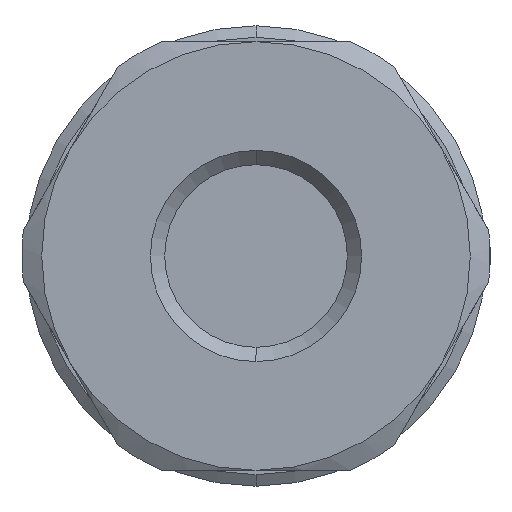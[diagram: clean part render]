
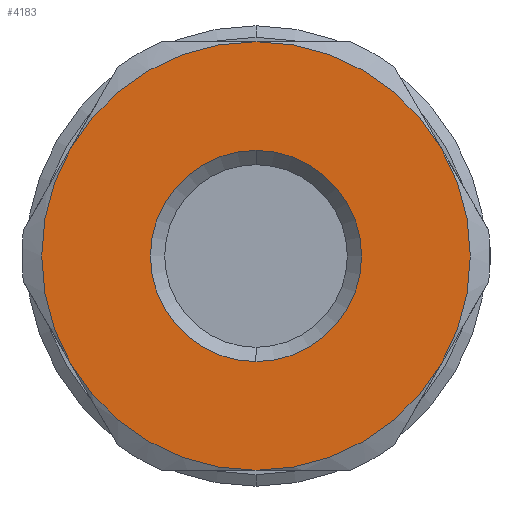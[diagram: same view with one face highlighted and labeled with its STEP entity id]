
A CAD part, left-side view. The second image highlights one B-rep face of the part: STEP entity #4183.
In plain terms, the highlighted planar face has unit normal (-1, 0, 0).
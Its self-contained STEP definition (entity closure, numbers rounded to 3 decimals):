
#213 = FACE_OUTER_BOUND ( 'NONE', #1964, .T. ) ;
#214 = FACE_BOUND ( 'NONE', #1965, .T. ) ;
#253 = VERTEX_POINT ( 'NONE', #274 ) ;
#254 = VERTEX_POINT ( 'NONE', #275 ) ;
#255 = VERTEX_POINT ( 'NONE', #276 ) ;
#256 = VERTEX_POINT ( 'NONE', #277 ) ;
#274 = CARTESIAN_POINT ( 'NONE',  ( 0., 0., 13.5 ) ) ;
#275 = CARTESIAN_POINT ( 'NONE',  ( 0., -11.691, 6.75 ) ) ;
#276 = CARTESIAN_POINT ( 'NONE',  ( 0., -11.691, -6.75 ) ) ;
#277 = CARTESIAN_POINT ( 'NONE',  ( 0., 0., -13.5 ) ) ;
#488 = CIRCLE ( 'NONE', #2006, 13.5 ) ;
#489 = CIRCLE ( 'NONE', #2007, 13.5 ) ;
#702 = CARTESIAN_POINT ( 'NONE',  ( 0., 0., 0. ) ) ;
#703 = DIRECTION ( 'NONE',  ( 1., 0., 0. ) ) ;
#704 = DIRECTION ( 'NONE',  ( 0., 0., -1. ) ) ;
#791 = CARTESIAN_POINT ( 'NONE',  ( 0., 0., 0. ) ) ;
#792 = DIRECTION ( 'NONE',  ( 1., 0., 0. ) ) ;
#793 = DIRECTION ( 'NONE',  ( 0., 0., -1. ) ) ;
#854 = CARTESIAN_POINT ( 'NONE',  ( 0., 0., 0. ) ) ;
#855 = DIRECTION ( 'NONE',  ( 1., 0., 0. ) ) ;
#856 = DIRECTION ( 'NONE',  ( 0., 0., -1. ) ) ;
#973 = CARTESIAN_POINT ( 'NONE',  ( 0., 11.691, 6.75 ) ) ;
#974 = CARTESIAN_POINT ( 'NONE',  ( 0., 11.691, -6.75 ) ) ;
#1010 = VERTEX_POINT ( 'NONE', #973 ) ;
#1011 = VERTEX_POINT ( 'NONE', #974 ) ;
#1042 = CARTESIAN_POINT ( 'NONE',  ( 0., 0., 0. ) ) ;
#1043 = DIRECTION ( 'NONE',  ( 1., 0., 0. ) ) ;
#1044 = DIRECTION ( 'NONE',  ( 0., 0., -1. ) ) ;
#1168 = ORIENTED_EDGE ( 'NONE', *, *, #2998, .T. ) ;
#1169 = ORIENTED_EDGE ( 'NONE', *, *, #1186, .F. ) ;
#1171 = ORIENTED_EDGE ( 'NONE', *, *, #1191, .F. ) ;
#1173 = ORIENTED_EDGE ( 'NONE', *, *, #1197, .F. ) ;
#1175 = ORIENTED_EDGE ( 'NONE', *, *, #1204, .F. ) ;
#1177 = ORIENTED_EDGE ( 'NONE', *, *, #2975, .F. ) ;
#1179 = ORIENTED_EDGE ( 'NONE', *, *, #2978, .F. ) ;
#1186 = EDGE_CURVE ( 'NONE', #1011, #1010, #488, .T. ) ;
#1191 = EDGE_CURVE ( 'NONE', #1010, #253, #489, .T. ) ;
#1197 = EDGE_CURVE ( 'NONE', #253, #254, #2791, .T. ) ;
#1204 = EDGE_CURVE ( 'NONE', #254, #255, #2793, .T. ) ;
#1226 = ORIENTED_EDGE ( 'NONE', *, *, #3233, .T. ) ;
#1514 = AXIS2_PLACEMENT_3D ( 'NONE', #854, #855, #856 ) ;
#1544 = AXIS2_PLACEMENT_3D ( 'NONE', #2486, #2487, #2488 ) ;
#1964 = EDGE_LOOP ( 'NONE', ( #1179, #1177, #1175, #1173, #1171, #1169 ) ) ;
#1965 = EDGE_LOOP ( 'NONE', ( #1168, #1226 ) ) ;
#2006 = AXIS2_PLACEMENT_3D ( 'NONE', #1042, #1043, #1044 ) ;
#2007 = AXIS2_PLACEMENT_3D ( 'NONE', #2721, #2722, #2723 ) ;
#2008 = AXIS2_PLACEMENT_3D ( 'NONE', #2738, #2739, #2740 ) ;
#2009 = AXIS2_PLACEMENT_3D ( 'NONE', #2755, #2756, #2757 ) ;
#2486 = CARTESIAN_POINT ( 'NONE',  ( 0., 0., 0. ) ) ;
#2487 = DIRECTION ( 'NONE',  ( 1., 0., 0. ) ) ;
#2488 = DIRECTION ( 'NONE',  ( 0., 0., -1. ) ) ;
#2721 = CARTESIAN_POINT ( 'NONE',  ( 0., 0., 0. ) ) ;
#2722 = DIRECTION ( 'NONE',  ( 1., 0., 0. ) ) ;
#2723 = DIRECTION ( 'NONE',  ( 0., 0., -1. ) ) ;
#2738 = CARTESIAN_POINT ( 'NONE',  ( 0., 0., 0. ) ) ;
#2739 = DIRECTION ( 'NONE',  ( 1., 0., 0. ) ) ;
#2740 = DIRECTION ( 'NONE',  ( 0., 0., -1. ) ) ;
#2755 = CARTESIAN_POINT ( 'NONE',  ( 0., 0., 0. ) ) ;
#2756 = DIRECTION ( 'NONE',  ( 1., 0., 0. ) ) ;
#2757 = DIRECTION ( 'NONE',  ( 0., 0., -1. ) ) ;
#2791 = CIRCLE ( 'NONE', #2008, 13.5 ) ;
#2793 = CIRCLE ( 'NONE', #2009, 13.5 ) ;
#2975 = EDGE_CURVE ( 'NONE', #255, #256, #3326, .T. ) ;
#2978 = EDGE_CURVE ( 'NONE', #256, #1011, #3327, .T. ) ;
#2998 = EDGE_CURVE ( 'NONE', #3038, #3037, #3346, .T. ) ;
#3037 = VERTEX_POINT ( 'NONE', #4611 ) ;
#3038 = VERTEX_POINT ( 'NONE', #4612 ) ;
#3233 = EDGE_CURVE ( 'NONE', #3037, #3038, #3434, .T. ) ;
#3326 = CIRCLE ( 'NONE', #4407, 13.5 ) ;
#3327 = CIRCLE ( 'NONE', #4408, 13.5 ) ;
#3346 = CIRCLE ( 'NONE', #1514, 6.65 ) ;
#3434 = CIRCLE ( 'NONE', #1544, 6.65 ) ;
#3460 = AXIS2_PLACEMENT_3D ( 'NONE', #4886, #4887, #4888 ) ;
#4183 = ADVANCED_FACE ( 'NONE', ( #213, #214 ), #4885, .F. ) ;
#4407 = AXIS2_PLACEMENT_3D ( 'NONE', #702, #703, #704 ) ;
#4408 = AXIS2_PLACEMENT_3D ( 'NONE', #791, #792, #793 ) ;
#4611 = CARTESIAN_POINT ( 'NONE',  ( 0., 0., -6.65 ) ) ;
#4612 = CARTESIAN_POINT ( 'NONE',  ( 0., 0., 6.65 ) ) ;
#4885 = PLANE ( 'NONE',  #3460 ) ;
#4886 = CARTESIAN_POINT ( 'NONE',  ( 0., -43.549, 0. ) ) ;
#4887 = DIRECTION ( 'NONE',  ( 1., 0., 0. ) ) ;
#4888 = DIRECTION ( 'NONE',  ( 0., 0., -1. ) ) ;
